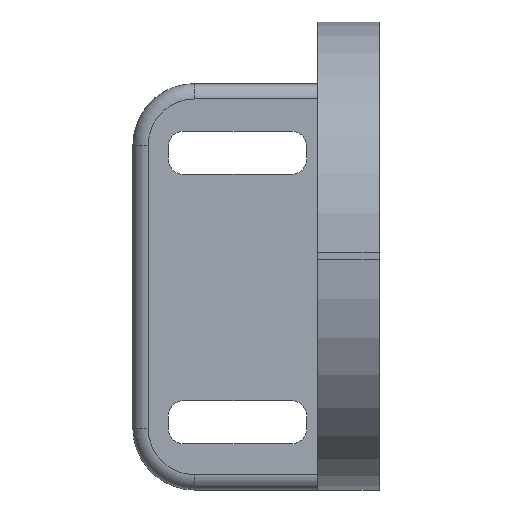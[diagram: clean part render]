
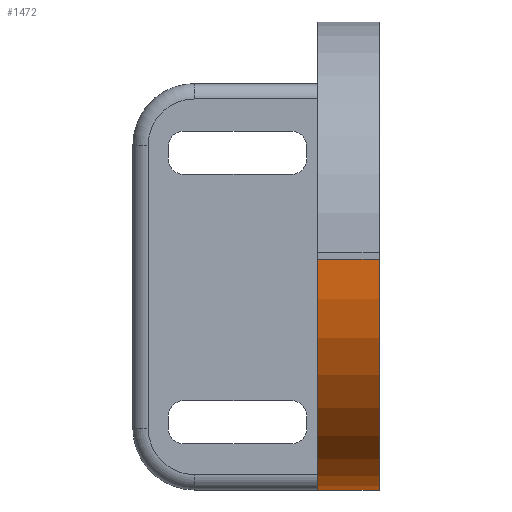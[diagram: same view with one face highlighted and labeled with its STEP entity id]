
A CAD part, left-side view. The second image highlights one B-rep face of the part: STEP entity #1472.
In plain terms, the highlighted cylindrical face has radius 15 mm (diameter 30 mm), a partial arc.
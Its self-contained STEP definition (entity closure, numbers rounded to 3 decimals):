
#77 = PLANE('',#78);
#78 = AXIS2_PLACEMENT_3D('',#79,#80,#81);
#79 = CARTESIAN_POINT('',(597.,176.,57.));
#80 = DIRECTION('',(0.,1.,0.));
#81 = DIRECTION('',(0.,0.,1.));
#236 = PLANE('',#237);
#237 = AXIS2_PLACEMENT_3D('',#238,#239,#240);
#238 = CARTESIAN_POINT('',(597.,176.,57.));
#239 = DIRECTION('',(0.,0.,1.));
#240 = DIRECTION('',(1.,0.,0.));
#396 = VERTEX_POINT('',#397);
#397 = CARTESIAN_POINT('',(612.,176.,57.));
#418 = EDGE_CURVE('',#419,#396,#421,.T.);
#419 = VERTEX_POINT('',#420);
#420 = CARTESIAN_POINT('',(597.,176.,72.));
#421 = SURFACE_CURVE('',#422,(#427,#438),.PCURVE_S1.);
#422 = CIRCLE('',#423,15.);
#423 = AXIS2_PLACEMENT_3D('',#424,#425,#426);
#424 = CARTESIAN_POINT('',(612.,176.,72.));
#425 = DIRECTION('',(0.,-1.,0.));
#426 = DIRECTION('',(0.,0.,1.));
#427 = PCURVE('',#77,#428);
#428 = DEFINITIONAL_REPRESENTATION('',(#429),#437);
#429 = ( BOUNDED_CURVE() B_SPLINE_CURVE(2,(#430,#431,#432,#433,#434,#435
,#436),.UNSPECIFIED.,.T.,.F.) B_SPLINE_CURVE_WITH_KNOTS((1,2,2,2,2,1),(
    -2.094,0.,2.094,4.189,6.283,
8.378),.UNSPECIFIED.) CURVE() GEOMETRIC_REPRESENTATION_ITEM() 
RATIONAL_B_SPLINE_CURVE((1.,0.5,1.,0.5,1.,0.5,1.)) REPRESENTATION_ITEM(
  '') );
#430 = CARTESIAN_POINT('',(30.,15.));
#431 = CARTESIAN_POINT('',(30.,-10.981));
#432 = CARTESIAN_POINT('',(7.5,2.01));
#433 = CARTESIAN_POINT('',(-15.,15.));
#434 = CARTESIAN_POINT('',(7.5,27.99));
#435 = CARTESIAN_POINT('',(30.,40.981));
#436 = CARTESIAN_POINT('',(30.,15.));
#437 = ( GEOMETRIC_REPRESENTATION_CONTEXT(2) 
PARAMETRIC_REPRESENTATION_CONTEXT() REPRESENTATION_CONTEXT('2D SPACE',''
  ) );
#438 = PCURVE('',#439,#444);
#439 = CYLINDRICAL_SURFACE('',#440,15.);
#440 = AXIS2_PLACEMENT_3D('',#441,#442,#443);
#441 = CARTESIAN_POINT('',(612.,176.,72.));
#442 = DIRECTION('',(0.,1.,0.));
#443 = DIRECTION('',(-1.,0.,0.));
#444 = DEFINITIONAL_REPRESENTATION('',(#445),#449);
#445 = LINE('',#446,#447);
#446 = CARTESIAN_POINT('',(1.571,-0.));
#447 = VECTOR('',#448,1.);
#448 = DIRECTION('',(-1.,0.));
#449 = ( GEOMETRIC_REPRESENTATION_CONTEXT(2) 
PARAMETRIC_REPRESENTATION_CONTEXT() REPRESENTATION_CONTEXT('2D SPACE',''
  ) );
#467 = PLANE('',#468);
#468 = AXIS2_PLACEMENT_3D('',#469,#470,#471);
#469 = CARTESIAN_POINT('',(597.,176.,57.));
#470 = DIRECTION('',(1.,0.,0.));
#471 = DIRECTION('',(0.,0.,1.));
#734 = VERTEX_POINT('',#735);
#735 = CARTESIAN_POINT('',(612.,180.,57.));
#749 = PLANE('',#750);
#750 = AXIS2_PLACEMENT_3D('',#751,#752,#753);
#751 = CARTESIAN_POINT('',(597.,180.,57.));
#752 = DIRECTION('',(0.,1.,0.));
#753 = DIRECTION('',(0.,0.,1.));
#761 = EDGE_CURVE('',#396,#734,#762,.T.);
#762 = SURFACE_CURVE('',#763,(#767,#774),.PCURVE_S1.);
#763 = LINE('',#764,#765);
#764 = CARTESIAN_POINT('',(612.,176.,57.));
#765 = VECTOR('',#766,1.);
#766 = DIRECTION('',(0.,1.,0.));
#767 = PCURVE('',#236,#768);
#768 = DEFINITIONAL_REPRESENTATION('',(#769),#773);
#769 = LINE('',#770,#771);
#770 = CARTESIAN_POINT('',(15.,0.));
#771 = VECTOR('',#772,1.);
#772 = DIRECTION('',(0.,1.));
#773 = ( GEOMETRIC_REPRESENTATION_CONTEXT(2) 
PARAMETRIC_REPRESENTATION_CONTEXT() REPRESENTATION_CONTEXT('2D SPACE',''
  ) );
#774 = PCURVE('',#439,#775);
#775 = DEFINITIONAL_REPRESENTATION('',(#776),#780);
#776 = LINE('',#777,#778);
#777 = CARTESIAN_POINT('',(-1.571,0.));
#778 = VECTOR('',#779,1.);
#779 = DIRECTION('',(-0.,1.));
#780 = ( GEOMETRIC_REPRESENTATION_CONTEXT(2) 
PARAMETRIC_REPRESENTATION_CONTEXT() REPRESENTATION_CONTEXT('2D SPACE',''
  ) );
#1472 = ADVANCED_FACE('',(#1473),#439,.T.);
#1473 = FACE_BOUND('',#1474,.F.);
#1474 = EDGE_LOOP('',(#1475,#1476,#1477,#1505));
#1475 = ORIENTED_EDGE('',*,*,#418,.T.);
#1476 = ORIENTED_EDGE('',*,*,#761,.T.);
#1477 = ORIENTED_EDGE('',*,*,#1478,.F.);
#1478 = EDGE_CURVE('',#1479,#734,#1481,.T.);
#1479 = VERTEX_POINT('',#1480);
#1480 = CARTESIAN_POINT('',(597.,180.,72.));
#1481 = SURFACE_CURVE('',#1482,(#1487,#1494),.PCURVE_S1.);
#1482 = CIRCLE('',#1483,15.);
#1483 = AXIS2_PLACEMENT_3D('',#1484,#1485,#1486);
#1484 = CARTESIAN_POINT('',(612.,180.,72.));
#1485 = DIRECTION('',(0.,-1.,0.));
#1486 = DIRECTION('',(0.,0.,1.));
#1487 = PCURVE('',#439,#1488);
#1488 = DEFINITIONAL_REPRESENTATION('',(#1489),#1493);
#1489 = LINE('',#1490,#1491);
#1490 = CARTESIAN_POINT('',(1.571,4.));
#1491 = VECTOR('',#1492,1.);
#1492 = DIRECTION('',(-1.,0.));
#1493 = ( GEOMETRIC_REPRESENTATION_CONTEXT(2) 
PARAMETRIC_REPRESENTATION_CONTEXT() REPRESENTATION_CONTEXT('2D SPACE',''
  ) );
#1494 = PCURVE('',#749,#1495);
#1495 = DEFINITIONAL_REPRESENTATION('',(#1496),#1504);
#1496 = ( BOUNDED_CURVE() B_SPLINE_CURVE(2,(#1497,#1498,#1499,#1500,
#1501,#1502,#1503),.UNSPECIFIED.,.T.,.F.) B_SPLINE_CURVE_WITH_KNOTS((1,2
    ,2,2,2,1),(-2.094,0.,2.094,4.189,
6.283,8.378),.UNSPECIFIED.) CURVE() 
GEOMETRIC_REPRESENTATION_ITEM() RATIONAL_B_SPLINE_CURVE((1.,0.5,1.,0.5,
1.,0.5,1.)) REPRESENTATION_ITEM('') );
#1497 = CARTESIAN_POINT('',(30.,15.));
#1498 = CARTESIAN_POINT('',(30.,-10.981));
#1499 = CARTESIAN_POINT('',(7.5,2.01));
#1500 = CARTESIAN_POINT('',(-15.,15.));
#1501 = CARTESIAN_POINT('',(7.5,27.99));
#1502 = CARTESIAN_POINT('',(30.,40.981));
#1503 = CARTESIAN_POINT('',(30.,15.));
#1504 = ( GEOMETRIC_REPRESENTATION_CONTEXT(2) 
PARAMETRIC_REPRESENTATION_CONTEXT() REPRESENTATION_CONTEXT('2D SPACE',''
  ) );
#1505 = ORIENTED_EDGE('',*,*,#1506,.F.);
#1506 = EDGE_CURVE('',#419,#1479,#1507,.T.);
#1507 = SURFACE_CURVE('',#1508,(#1512,#1519),.PCURVE_S1.);
#1508 = LINE('',#1509,#1510);
#1509 = CARTESIAN_POINT('',(597.,176.,72.));
#1510 = VECTOR('',#1511,1.);
#1511 = DIRECTION('',(0.,1.,0.));
#1512 = PCURVE('',#439,#1513);
#1513 = DEFINITIONAL_REPRESENTATION('',(#1514),#1518);
#1514 = LINE('',#1515,#1516);
#1515 = CARTESIAN_POINT('',(-0.,0.));
#1516 = VECTOR('',#1517,1.);
#1517 = DIRECTION('',(-0.,1.));
#1518 = ( GEOMETRIC_REPRESENTATION_CONTEXT(2) 
PARAMETRIC_REPRESENTATION_CONTEXT() REPRESENTATION_CONTEXT('2D SPACE',''
  ) );
#1519 = PCURVE('',#467,#1520);
#1520 = DEFINITIONAL_REPRESENTATION('',(#1521),#1525);
#1521 = LINE('',#1522,#1523);
#1522 = CARTESIAN_POINT('',(15.,0.));
#1523 = VECTOR('',#1524,1.);
#1524 = DIRECTION('',(0.,-1.));
#1525 = ( GEOMETRIC_REPRESENTATION_CONTEXT(2) 
PARAMETRIC_REPRESENTATION_CONTEXT() REPRESENTATION_CONTEXT('2D SPACE',''
  ) );
